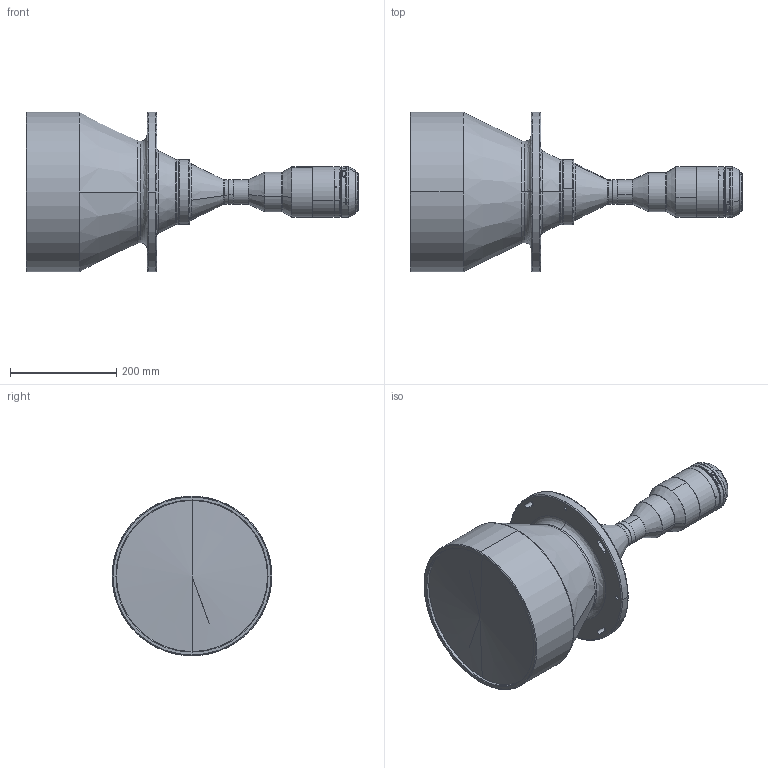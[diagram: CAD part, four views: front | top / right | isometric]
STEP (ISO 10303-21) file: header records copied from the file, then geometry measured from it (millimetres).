
FILE_DESCRIPTION (( 'STEP AP203' ), '1' );
FILE_NAME ('DTCM150M-258-M72-19.5-AL.STEP', '2021-01-26T07:24:33', ( '' ), ( '' ), 'SwSTEP 2.0', 'SolidWorks 2017', '' );
FILE_SCHEMA (( 'CONFIG_CONTROL_DESIGN' ));
Length unit declared in the file: millimetre
Products named in the file (1): DTCM150M-258-M72-19.5-AL
Bounding box: 624.38 x 300 x 300 mm (x, y, z)
Volume: 16384799.9 mm3; surface area: 502859.9 mm2
Topology: 1 solids, 2 shells, 175 faces, 423 edges, 263 vertices
Faces by surface type: cylinder 73, cone 54, bspline 24, plane 22, torus 2
Entity records: 6384 total; most frequent: CARTESIAN_POINT 2259, DIRECTION 887, ORIENTED_EDGE 838, EDGE_CURVE 419, AXIS2_PLACEMENT_3D 377, VERTEX_POINT 263, CIRCLE 225, EDGE_LOOP 206
